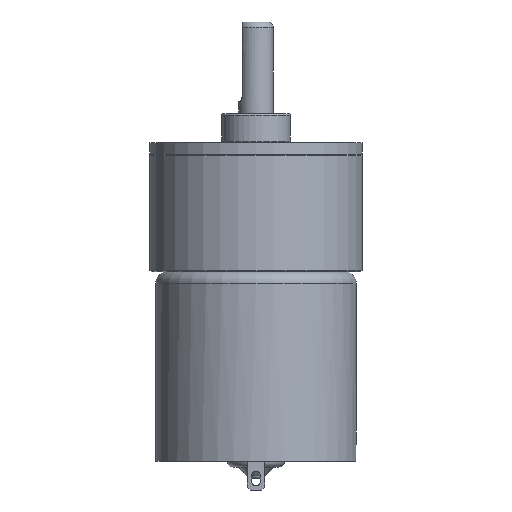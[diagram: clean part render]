
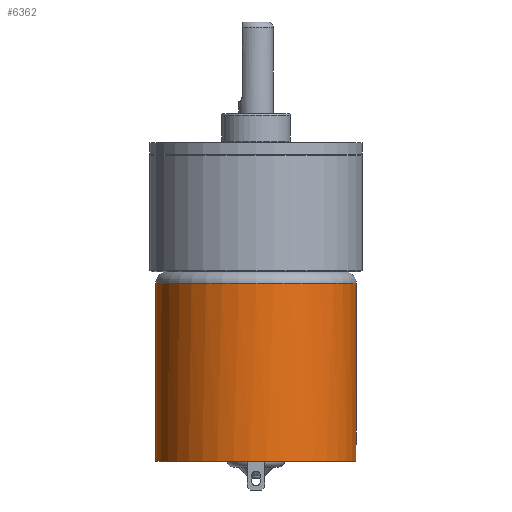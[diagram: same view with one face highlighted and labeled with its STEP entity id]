
A CAD part, left-side view. The second image highlights one B-rep face of the part: STEP entity #6362.
In plain terms, the highlighted cylindrical face has radius 17.5 mm (diameter 35 mm), a partial arc.
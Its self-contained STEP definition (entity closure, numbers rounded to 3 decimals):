
#49 = VECTOR ( 'NONE', #9817, 1000. ) ;
#241 = ORIENTED_EDGE ( 'NONE', *, *, #1612, .T. ) ;
#445 = EDGE_CURVE ( 'NONE', #10739, #8614, #9575, .T. ) ;
#550 = CARTESIAN_POINT ( 'NONE',  ( 0., 31., 0. ) ) ;
#1439 = CARTESIAN_POINT ( 'NONE',  ( -2., 3., 17.385 ) ) ;
#1612 = EDGE_CURVE ( 'NONE', #9841, #10739, #11376, .T. ) ;
#1900 = CARTESIAN_POINT ( 'NONE',  ( 0., 33., 17.5 ) ) ;
#1972 = AXIS2_PLACEMENT_3D ( 'NONE', #4406, #10110, #7156 ) ;
#2288 = CARTESIAN_POINT ( 'NONE',  ( 0., 33., -17.5 ) ) ;
#2633 = LINE ( 'NONE', #6944, #49 ) ;
#2890 = LINE ( 'NONE', #1900, #8049 ) ;
#2905 = CARTESIAN_POINT ( 'NONE',  ( 0., 31., 17.5 ) ) ;
#2943 = ORIENTED_EDGE ( 'NONE', *, *, #445, .T. ) ;
#3566 = ORIENTED_EDGE ( 'NONE', *, *, #10960, .F. ) ;
#4223 = EDGE_CURVE ( 'NONE', #12006, #7579, #2890, .T. ) ;
#4406 = CARTESIAN_POINT ( 'NONE',  ( 0., 33., 0. ) ) ;
#4574 = CARTESIAN_POINT ( 'NONE',  ( -2., 0., 17.385 ) ) ;
#5015 = EDGE_CURVE ( 'NONE', #12006, #9841, #6326, .T. ) ;
#5155 = DIRECTION ( 'NONE',  ( 0., -1., 0. ) ) ;
#5250 = EDGE_CURVE ( 'NONE', #7579, #11746, #9210, .T. ) ;
#6326 = CIRCLE ( 'NONE', #9713, 17.5 ) ;
#6362 = ADVANCED_FACE ( 'NONE', ( #7053 ), #12334, .T. ) ;
#6469 = AXIS2_PLACEMENT_3D ( 'NONE', #7869, #6923, #7915 ) ;
#6483 = ORIENTED_EDGE ( 'NONE', *, *, #4223, .F. ) ;
#6923 = DIRECTION ( 'NONE',  ( 0., -1., 0. ) ) ;
#6944 = CARTESIAN_POINT ( 'NONE',  ( -2., 33., 17.385 ) ) ;
#7053 = FACE_OUTER_BOUND ( 'NONE', #11755, .T. ) ;
#7156 = DIRECTION ( 'NONE',  ( 0., 0., -1. ) ) ;
#7309 = DIRECTION ( 'NONE',  ( 0., -1., 0. ) ) ;
#7552 = CARTESIAN_POINT ( 'NONE',  ( 0., 0., -17.5 ) ) ;
#7579 = VERTEX_POINT ( 'NONE', #12180 ) ;
#7869 = CARTESIAN_POINT ( 'NONE',  ( 0., 3., 0. ) ) ;
#7915 = DIRECTION ( 'NONE',  ( 0., 0., 1. ) ) ;
#8049 = VECTOR ( 'NONE', #8723, 1000. ) ;
#8220 = VECTOR ( 'NONE', #5155, 1000. ) ;
#8346 = DIRECTION ( 'NONE',  ( 0., 0., 1. ) ) ;
#8614 = VERTEX_POINT ( 'NONE', #4574 ) ;
#8723 = DIRECTION ( 'NONE',  ( 0., -1., 0. ) ) ;
#8906 = ORIENTED_EDGE ( 'NONE', *, *, #5250, .F. ) ;
#9210 = CIRCLE ( 'NONE', #6469, 17.5 ) ;
#9474 = AXIS2_PLACEMENT_3D ( 'NONE', #10267, #10393, #8346 ) ;
#9575 = CIRCLE ( 'NONE', #9474, 17.5 ) ;
#9713 = AXIS2_PLACEMENT_3D ( 'NONE', #550, #7309, #12027 ) ;
#9817 = DIRECTION ( 'NONE',  ( 0., -1., 0. ) ) ;
#9841 = VERTEX_POINT ( 'NONE', #12061 ) ;
#10110 = DIRECTION ( 'NONE',  ( 0., -1., 0. ) ) ;
#10267 = CARTESIAN_POINT ( 'NONE',  ( 0., 0., 0. ) ) ;
#10393 = DIRECTION ( 'NONE',  ( 0., 1., 0. ) ) ;
#10563 = ORIENTED_EDGE ( 'NONE', *, *, #5015, .T. ) ;
#10739 = VERTEX_POINT ( 'NONE', #7552 ) ;
#10960 = EDGE_CURVE ( 'NONE', #11746, #8614, #2633, .T. ) ;
#11376 = LINE ( 'NONE', #2288, #8220 ) ;
#11746 = VERTEX_POINT ( 'NONE', #1439 ) ;
#11755 = EDGE_LOOP ( 'NONE', ( #6483, #10563, #241, #2943, #3566, #8906 ) ) ;
#12006 = VERTEX_POINT ( 'NONE', #2905 ) ;
#12027 = DIRECTION ( 'NONE',  ( 0., 0., 1. ) ) ;
#12061 = CARTESIAN_POINT ( 'NONE',  ( 0., 31., -17.5 ) ) ;
#12180 = CARTESIAN_POINT ( 'NONE',  ( 0., 3., 17.5 ) ) ;
#12334 = CYLINDRICAL_SURFACE ( 'NONE', #1972, 17.5 ) ;
